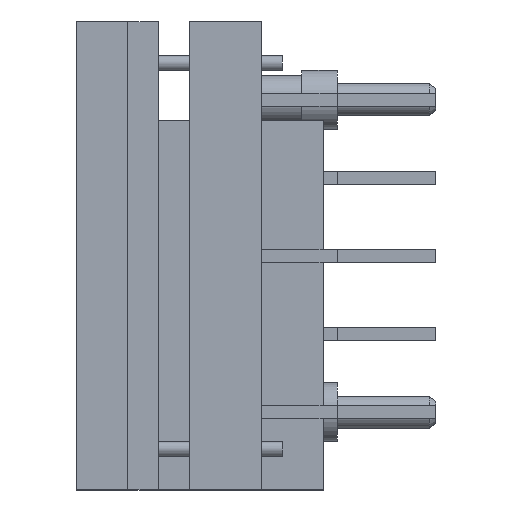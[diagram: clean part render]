
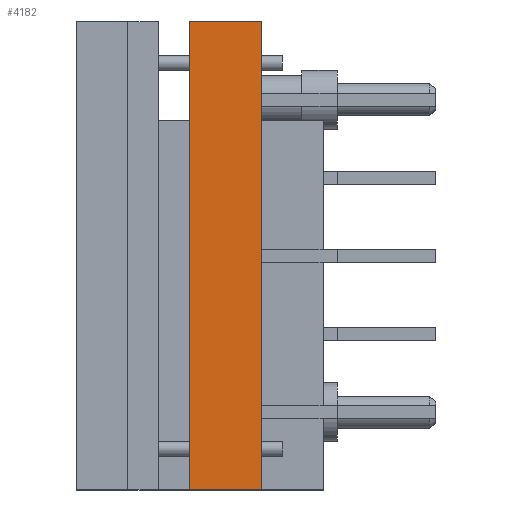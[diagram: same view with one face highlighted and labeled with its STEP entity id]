
A CAD part, left-side view. The second image highlights one B-rep face of the part: STEP entity #4182.
In plain terms, the highlighted planar face has unit normal (-1, 0, 0).
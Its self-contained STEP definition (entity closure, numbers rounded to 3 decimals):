
#117 = CARTESIAN_POINT ( 'NONE',  ( -29.2, -1.5, 11.4 ) ) ;
#401 = DIRECTION ( 'NONE',  ( 1., 0., 0. ) ) ;
#477 = FACE_OUTER_BOUND ( 'NONE', #5669, .T. ) ;
#532 = VERTEX_POINT ( 'NONE', #6506 ) ;
#1386 = VERTEX_POINT ( 'NONE', #3857 ) ;
#1415 = LINE ( 'NONE', #6786, #8614 ) ;
#1441 = CARTESIAN_POINT ( 'NONE',  ( -29.2, -76.753, 11.4 ) ) ;
#1686 = ORIENTED_EDGE ( 'NONE', *, *, #4904, .T. ) ;
#2220 = ORIENTED_EDGE ( 'NONE', *, *, #8383, .F. ) ;
#2514 = VERTEX_POINT ( 'NONE', #4502 ) ;
#2582 = PLANE ( 'NONE',  #6889 ) ;
#2922 = EDGE_CURVE ( 'NONE', #9490, #532, #6959, .T. ) ;
#2994 = CARTESIAN_POINT ( 'NONE',  ( -29.2, -5.03, 11.4 ) ) ;
#3123 = DIRECTION ( 'NONE',  ( 0., 0., 1. ) ) ;
#3420 = CARTESIAN_POINT ( 'NONE',  ( -29.2, -76.753, 11.4 ) ) ;
#3857 = CARTESIAN_POINT ( 'NONE',  ( -29.2, -1.5, -11.4 ) ) ;
#3948 = CARTESIAN_POINT ( 'NONE',  ( -29.2, -76.753, -11.4 ) ) ;
#4182 = ADVANCED_FACE ( 'NONE', ( #477 ), #2582, .F. ) ;
#4502 = CARTESIAN_POINT ( 'NONE',  ( -29.2, -5.03, -11.4 ) ) ;
#4899 = DIRECTION ( 'NONE',  ( 0., 0., -1. ) ) ;
#4904 = EDGE_CURVE ( 'NONE', #2514, #9490, #1415, .T. ) ;
#5328 = DIRECTION ( 'NONE',  ( 0., 0., -1. ) ) ;
#5669 = EDGE_LOOP ( 'NONE', ( #2220, #1686, #8389, #7190 ) ) ;
#5794 = VECTOR ( 'NONE', #6608, 1000. ) ;
#6096 = LINE ( 'NONE', #3948, #7020 ) ;
#6506 = CARTESIAN_POINT ( 'NONE',  ( -29.2, -1.5, 11.4 ) ) ;
#6608 = DIRECTION ( 'NONE',  ( 0., 1., 0. ) ) ;
#6786 = CARTESIAN_POINT ( 'NONE',  ( -29.2, -5.03, 11.4 ) ) ;
#6889 = AXIS2_PLACEMENT_3D ( 'NONE', #3420, #401, #4899 ) ;
#6909 = DIRECTION ( 'NONE',  ( 0., 1., 0. ) ) ;
#6959 = LINE ( 'NONE', #1441, #5794 ) ;
#7020 = VECTOR ( 'NONE', #6909, 1000. ) ;
#7190 = ORIENTED_EDGE ( 'NONE', *, *, #9366, .T. ) ;
#7600 = LINE ( 'NONE', #117, #8065 ) ;
#8065 = VECTOR ( 'NONE', #5328, 1000. ) ;
#8383 = EDGE_CURVE ( 'NONE', #2514, #1386, #6096, .T. ) ;
#8389 = ORIENTED_EDGE ( 'NONE', *, *, #2922, .T. ) ;
#8614 = VECTOR ( 'NONE', #3123, 1000. ) ;
#9366 = EDGE_CURVE ( 'NONE', #532, #1386, #7600, .T. ) ;
#9490 = VERTEX_POINT ( 'NONE', #2994 ) ;
